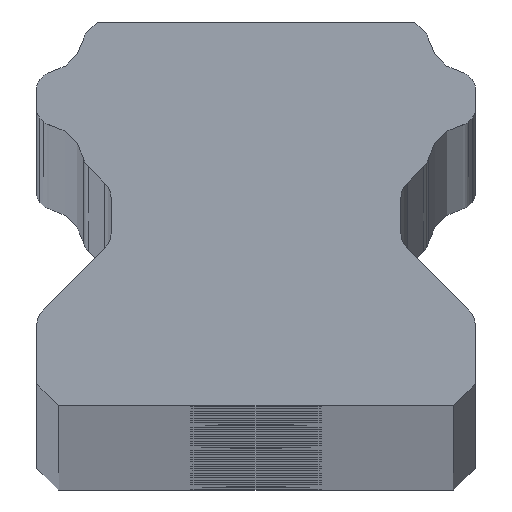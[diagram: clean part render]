
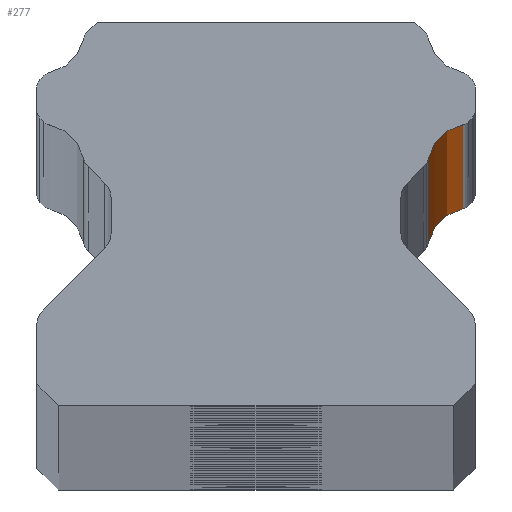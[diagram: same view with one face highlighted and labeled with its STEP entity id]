
A CAD part, top view. The second image highlights one B-rep face of the part: STEP entity #277.
In plain terms, the highlighted cylindrical face has radius 2 mm (diameter 4 mm), a partial arc.
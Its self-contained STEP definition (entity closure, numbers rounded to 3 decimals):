
#107 = DIRECTION ( 'NONE',  ( 0., 0., -1. ) ) ;
#277 = ADVANCED_FACE ( 'NONE', ( #6646 ), #488, .F. ) ;
#337 = EDGE_CURVE ( 'NONE', #960, #4720, #1775, .T. ) ;
#485 = CARTESIAN_POINT ( 'NONE',  ( 7.847, -2.767, 1100. ) ) ;
#488 = CYLINDRICAL_SURFACE ( 'NONE', #2315, 2. ) ;
#695 = DIRECTION ( 'NONE',  ( -1., 0., 0. ) ) ;
#701 = EDGE_LOOP ( 'NONE', ( #5211, #4625, #3442, #1088 ) ) ;
#960 = VERTEX_POINT ( 'NONE', #4645 ) ;
#1088 = ORIENTED_EDGE ( 'NONE', *, *, #5365, .T. ) ;
#1164 = DIRECTION ( 'NONE',  ( 0., 0., -1. ) ) ;
#1469 = CARTESIAN_POINT ( 'NONE',  ( 9.432, -1.182, -1100. ) ) ;
#1583 = CARTESIAN_POINT ( 'NONE',  ( 7.847, -2.767, -1100. ) ) ;
#1775 = CIRCLE ( 'NONE', #2688, 2. ) ;
#2100 = CARTESIAN_POINT ( 'NONE',  ( 9.432, -1.182, 1100. ) ) ;
#2244 = CIRCLE ( 'NONE', #3545, 2. ) ;
#2280 = VERTEX_POINT ( 'NONE', #1583 ) ;
#2315 = AXIS2_PLACEMENT_3D ( 'NONE', #3338, #1164, #2821 ) ;
#2330 = VECTOR ( 'NONE', #7109, 1000. ) ;
#2336 = EDGE_CURVE ( 'NONE', #4720, #2694, #5763, .T. ) ;
#2688 = AXIS2_PLACEMENT_3D ( 'NONE', #6198, #6741, #695 ) ;
#2694 = VERTEX_POINT ( 'NONE', #1469 ) ;
#2821 = DIRECTION ( 'NONE',  ( -1., 0., 0. ) ) ;
#3338 = CARTESIAN_POINT ( 'NONE',  ( 9.811, -3.146, 1100. ) ) ;
#3405 = VECTOR ( 'NONE', #3777, 1000. ) ;
#3433 = CARTESIAN_POINT ( 'NONE',  ( 9.811, -3.146, -1100. ) ) ;
#3442 = ORIENTED_EDGE ( 'NONE', *, *, #337, .F. ) ;
#3545 = AXIS2_PLACEMENT_3D ( 'NONE', #3433, #107, #3989 ) ;
#3777 = DIRECTION ( 'NONE',  ( 0., 0., -1. ) ) ;
#3989 = DIRECTION ( 'NONE',  ( -1., 0., 0. ) ) ;
#4241 = CARTESIAN_POINT ( 'NONE',  ( 9.432, -1.182, 1100. ) ) ;
#4625 = ORIENTED_EDGE ( 'NONE', *, *, #2336, .F. ) ;
#4645 = CARTESIAN_POINT ( 'NONE',  ( 7.847, -2.767, 1100. ) ) ;
#4720 = VERTEX_POINT ( 'NONE', #4241 ) ;
#5211 = ORIENTED_EDGE ( 'NONE', *, *, #6679, .T. ) ;
#5294 = LINE ( 'NONE', #485, #2330 ) ;
#5365 = EDGE_CURVE ( 'NONE', #960, #2280, #5294, .T. ) ;
#5763 = LINE ( 'NONE', #2100, #3405 ) ;
#6198 = CARTESIAN_POINT ( 'NONE',  ( 9.811, -3.146, 1100. ) ) ;
#6646 = FACE_OUTER_BOUND ( 'NONE', #701, .T. ) ;
#6679 = EDGE_CURVE ( 'NONE', #2280, #2694, #2244, .T. ) ;
#6741 = DIRECTION ( 'NONE',  ( 0., 0., -1. ) ) ;
#7109 = DIRECTION ( 'NONE',  ( 0., 0., -1. ) ) ;
